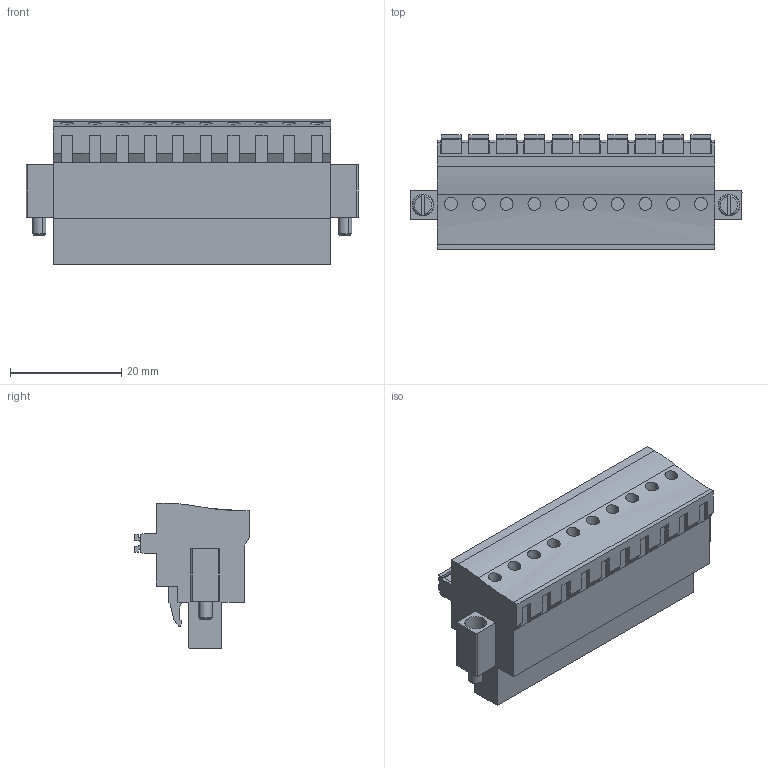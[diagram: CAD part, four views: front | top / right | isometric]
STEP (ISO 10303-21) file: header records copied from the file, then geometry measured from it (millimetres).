
FILE_DESCRIPTION(('CATIA V5 STEP Exchange','CAx-IF Rec.Pracs.--- Model Styling and Organization---1.2---2011-12-15'),'2;1');
FILE_NAME ('D1461044_0_1979540000_1979540000.stp','2018-09-19T15:24:08+00:00',('none'),('Weidmueller'),'CATIA Version 5-6 Release 2014','CATIA V5 STEP AP214','none');
FILE_SCHEMA(('AUTOMOTIVE_DESIGN { 1 0 10303 214 1 1 1 1 }'));
Length unit declared in the file: millimetre
Products named in the file (1): 1979540000
Bounding box: 59.8 x 20.64 x 26.24 mm (x, y, z)
Volume: 15792.8 mm3; surface area: 7774.2 mm2
Topology: 13 solids, 13 shells, 571 faces, 1505 edges, 998 vertices
Faces by surface type: plane 379, cylinder 142, cone 28, torus 12, extrusion 10
Entity records: 16021 total; most frequent: CARTESIAN_POINT 3141, ORIENTED_EDGE 3010, DIRECTION 1949, EDGE_CURVE 1505, VECTOR 1127, LINE 1117, VERTEX_POINT 998, EDGE_LOOP 613
